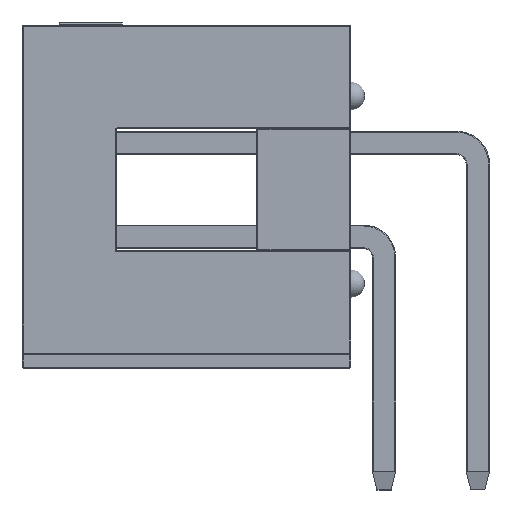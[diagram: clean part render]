
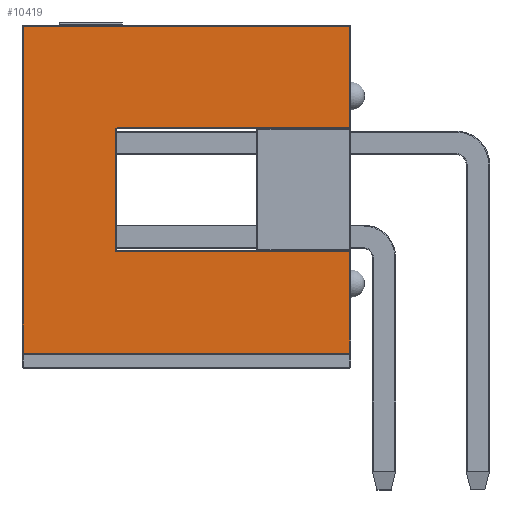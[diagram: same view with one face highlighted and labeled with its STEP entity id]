
A CAD part, front view. The second image highlights one B-rep face of the part: STEP entity #10419.
In plain terms, the highlighted face is planar.
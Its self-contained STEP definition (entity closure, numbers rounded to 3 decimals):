
#611=PLANE('',#11403);
#1164=FACE_OUTER_BOUND('',#1799,.T.);
#1799=EDGE_LOOP('',(#8404,#8405,#8406,#8407,#8408,#8409,#8410,#8411,#8412,
#8413));
#2364=CIRCLE('',#11222,0.051);
#2398=CIRCLE('',#11271,0.051);
#2613=LINE('',#15939,#3646);
#2616=LINE('',#15978,#3649);
#2621=LINE('',#16006,#3654);
#2626=LINE('',#16028,#3659);
#2632=LINE('',#16058,#3665);
#2635=LINE('',#16062,#3668);
#2639=LINE('',#16068,#3672);
#2680=LINE('',#16130,#3713);
#3646=VECTOR('',#12781,10.);
#3649=VECTOR('',#12826,10.);
#3654=VECTOR('',#12859,10.);
#3659=VECTOR('',#12886,10.);
#3665=VECTOR('',#12922,10.);
#3668=VECTOR('',#12927,10.);
#3672=VECTOR('',#12935,10.);
#3713=VECTOR('',#13018,10.);
#4827=VERTEX_POINT('',#15691);
#4859=VERTEX_POINT('',#15875);
#4860=VERTEX_POINT('',#15877);
#4881=VERTEX_POINT('',#15934);
#4893=VERTEX_POINT('',#15969);
#4894=VERTEX_POINT('',#15970);
#4905=VERTEX_POINT('',#16001);
#4909=VERTEX_POINT('',#16021);
#4915=VERTEX_POINT('',#16041);
#4919=VERTEX_POINT('',#16049);
#5933=EDGE_CURVE('',#4859,#4860,#2364,.T.);
#5963=EDGE_CURVE('',#4827,#4881,#2613,.T.);
#5977=EDGE_CURVE('',#4893,#4894,#2398,.T.);
#5981=EDGE_CURVE('',#4894,#4859,#2616,.T.);
#5995=EDGE_CURVE('',#4881,#4905,#2621,.T.);
#6006=EDGE_CURVE('',#4909,#4893,#2626,.T.);
#6021=EDGE_CURVE('',#4915,#4919,#2632,.T.);
#6024=EDGE_CURVE('',#4919,#4909,#2635,.T.);
#6028=EDGE_CURVE('',#4905,#4915,#2639,.T.);
#6069=EDGE_CURVE('',#4860,#4827,#2680,.T.);
#8404=ORIENTED_EDGE('',*,*,#6021,.F.);
#8405=ORIENTED_EDGE('',*,*,#6028,.F.);
#8406=ORIENTED_EDGE('',*,*,#5995,.F.);
#8407=ORIENTED_EDGE('',*,*,#5963,.F.);
#8408=ORIENTED_EDGE('',*,*,#6069,.F.);
#8409=ORIENTED_EDGE('',*,*,#5933,.F.);
#8410=ORIENTED_EDGE('',*,*,#5981,.F.);
#8411=ORIENTED_EDGE('',*,*,#5977,.F.);
#8412=ORIENTED_EDGE('',*,*,#6006,.F.);
#8413=ORIENTED_EDGE('',*,*,#6024,.F.);
#10419=ADVANCED_FACE('',(#1164),#611,.T.);
#11222=AXIS2_PLACEMENT_3D('',#15878,#12708,#12709);
#11271=AXIS2_PLACEMENT_3D('',#15971,#12816,#12817);
#11403=AXIS2_PLACEMENT_3D('',#16593,#13382,#13383);
#12708=DIRECTION('center_axis',(1.,0.,0.));
#12709=DIRECTION('ref_axis',(0.,-0.707,0.707));
#12781=DIRECTION('',(0.,-1.,0.));
#12816=DIRECTION('center_axis',(1.,0.,0.));
#12817=DIRECTION('ref_axis',(0.,0.707,0.707));
#12826=DIRECTION('',(0.,-1.,0.));
#12859=DIRECTION('',(0.,0.,1.));
#12886=DIRECTION('',(0.,0.,1.));
#12922=DIRECTION('',(0.,0.,-1.));
#12927=DIRECTION('',(0.,-1.,0.));
#12935=DIRECTION('',(0.,1.,0.));
#13018=DIRECTION('',(0.,0.,-1.));
#13382=DIRECTION('center_axis',(1.,0.,0.));
#13383=DIRECTION('ref_axis',(0.,1.,0.));
#15691=CARTESIAN_POINT('',(27.305,-1.676,0.025));
#15875=CARTESIAN_POINT('',(27.305,-1.626,6.375));
#15877=CARTESIAN_POINT('',(27.305,-1.676,6.325));
#15878=CARTESIAN_POINT('Origin',(27.305,-1.626,6.325));
#15934=CARTESIAN_POINT('',(27.305,-4.42,0.025));
#15939=CARTESIAN_POINT('',(27.305,-2.223,0.025));
#15969=CARTESIAN_POINT('',(27.305,1.676,6.325));
#15970=CARTESIAN_POINT('',(27.305,1.626,6.375));
#15971=CARTESIAN_POINT('Origin',(27.305,1.626,6.325));
#15978=CARTESIAN_POINT('',(27.305,-3.048,6.375));
#16001=CARTESIAN_POINT('',(27.305,-4.42,8.865));
#16006=CARTESIAN_POINT('',(27.305,-4.42,0.));
#16021=CARTESIAN_POINT('',(27.305,1.676,0.025));
#16028=CARTESIAN_POINT('',(27.305,1.676,3.175));
#16041=CARTESIAN_POINT('',(27.305,4.42,8.865));
#16049=CARTESIAN_POINT('',(27.305,4.42,0.025));
#16058=CARTESIAN_POINT('',(27.305,4.42,0.));
#16062=CARTESIAN_POINT('',(27.305,-2.223,0.025));
#16068=CARTESIAN_POINT('',(27.305,-2.223,8.865));
#16130=CARTESIAN_POINT('',(27.305,-1.676,0.));
#16593=CARTESIAN_POINT('Origin',(27.305,-4.445,0.));
